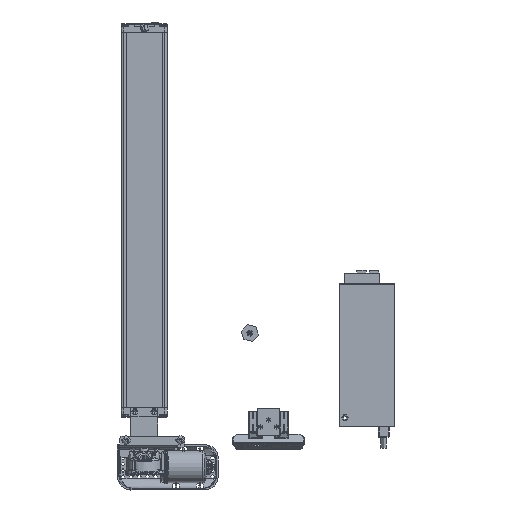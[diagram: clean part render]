
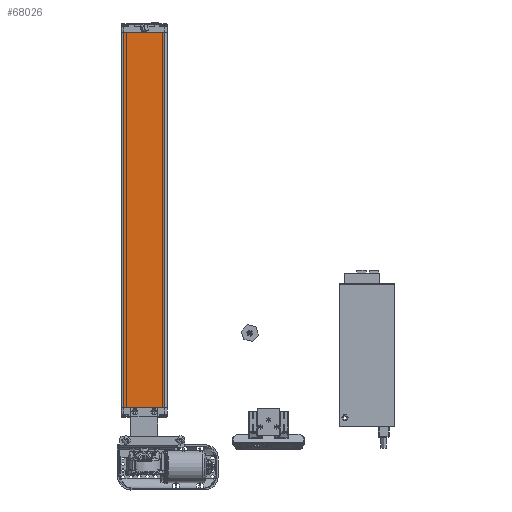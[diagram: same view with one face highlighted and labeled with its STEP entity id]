
A CAD part, top view. The second image highlights one B-rep face of the part: STEP entity #68026.
In plain terms, the highlighted planar face has unit normal (0, 0, 1).
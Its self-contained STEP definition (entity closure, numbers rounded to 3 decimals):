
#12942=FACE_OUTER_BOUND('',#16920,.T.);
#16920=EDGE_LOOP('',(#46551,#46552,#46553,#46554));
#21294=LINE('',#99391,#25302);
#21295=LINE('',#99395,#25303);
#21296=LINE('',#99400,#25304);
#21297=LINE('',#99404,#25305);
#25302=VECTOR('',#80551,691.5);
#25303=VECTOR('',#80556,691.5);
#25304=VECTOR('',#80565,75.);
#25305=VECTOR('',#80572,75.);
#29328=VERTEX_POINT('',#99380);
#29329=VERTEX_POINT('',#99386);
#29330=VERTEX_POINT('',#99390);
#29331=VERTEX_POINT('',#99394);
#35993=EDGE_CURVE('',#29328,#29330,#21294,.T.);
#35995=EDGE_CURVE('',#29329,#29331,#21295,.F.);
#35998=EDGE_CURVE('',#29331,#29328,#21296,.F.);
#36000=EDGE_CURVE('',#29330,#29329,#21297,.T.);
#46551=ORIENTED_EDGE('',*,*,#35995,.F.);
#46552=ORIENTED_EDGE('',*,*,#36000,.F.);
#46553=ORIENTED_EDGE('',*,*,#35993,.F.);
#46554=ORIENTED_EDGE('',*,*,#35998,.F.);
#66910=PLANE('',#72874);
#68026=ADVANCED_FACE('',(#12942),#66910,.T.);
#72874=AXIS2_PLACEMENT_3D('',#99405,#80573,#80574);
#80551=DIRECTION('',(0.,-1.,0.));
#80556=DIRECTION('',(0.,-1.,0.));
#80565=DIRECTION('',(-1.,0.,0.));
#80572=DIRECTION('',(-1.,0.,0.));
#80573=DIRECTION('center_axis',(0.,0.,1.));
#80574=DIRECTION('ref_axis',(1.,0.,0.));
#99380=CARTESIAN_POINT('',(37.5,692.,17.5));
#99386=CARTESIAN_POINT('',(-37.5,0.5,17.5));
#99390=CARTESIAN_POINT('',(37.5,0.5,17.5));
#99391=CARTESIAN_POINT('',(37.5,692.,17.5));
#99394=CARTESIAN_POINT('',(-37.5,692.,17.5));
#99395=CARTESIAN_POINT('',(-37.5,692.,17.5));
#99400=CARTESIAN_POINT('',(37.5,692.,17.5));
#99404=CARTESIAN_POINT('',(37.5,0.5,17.5));
#99405=CARTESIAN_POINT('Origin',(42.5,692.5,17.5));
